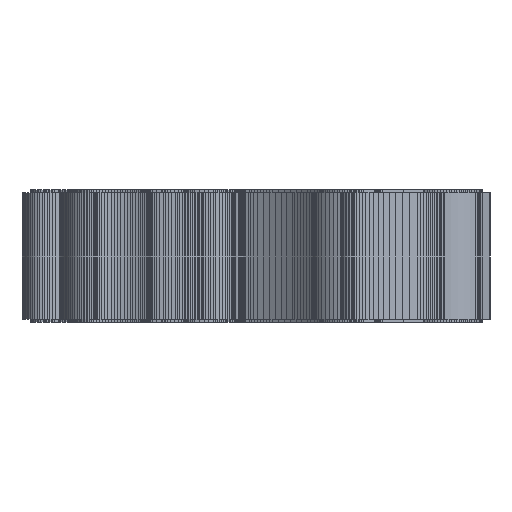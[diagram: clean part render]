
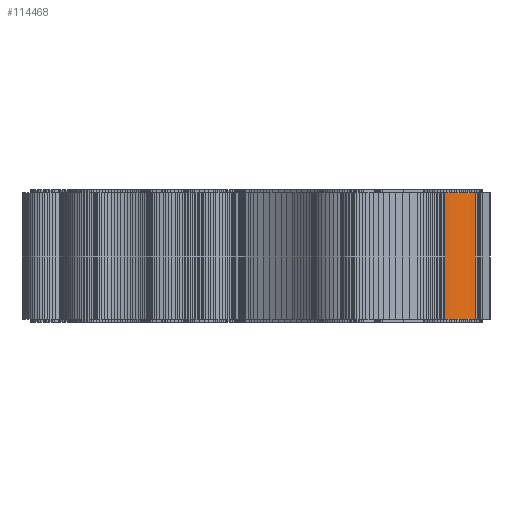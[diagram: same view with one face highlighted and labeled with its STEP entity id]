
A CAD part, left-side view. The second image highlights one B-rep face of the part: STEP entity #114468.
In plain terms, the highlighted cylindrical face has radius 7.268 mm (diameter 14.536 mm), a partial arc.
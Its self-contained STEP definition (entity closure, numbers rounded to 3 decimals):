
#100=CIRCLE('',#119668,7.268);
#115=CIRCLE('',#120171,7.268);
#202=CYLINDRICAL_SURFACE('',#120170,7.268);
#2882=FACE_OUTER_BOUND('',#8525,.T.);
#8525=EDGE_LOOP('',(#86444,#86445,#86446,#86447));
#19895=LINE('',#168204,#36533);
#19897=LINE('',#168208,#36535);
#36533=VECTOR('',#136991,10.);
#36535=VECTOR('',#136995,10.);
#49274=VERTEX_POINT('',#164599);
#49275=VERTEX_POINT('',#164601);
#50591=VERTEX_POINT('',#168203);
#50592=VERTEX_POINT('',#168207);
#62604=EDGE_CURVE('',#49275,#49274,#100,.T.);
#64403=EDGE_CURVE('',#50591,#49275,#19895,.T.);
#64405=EDGE_CURVE('',#50592,#49274,#19897,.T.);
#64406=EDGE_CURVE('',#50592,#50591,#115,.T.);
#86444=ORIENTED_EDGE('',*,*,#62604,.T.);
#86445=ORIENTED_EDGE('',*,*,#64405,.F.);
#86446=ORIENTED_EDGE('',*,*,#64406,.T.);
#86447=ORIENTED_EDGE('',*,*,#64403,.T.);
#114468=ADVANCED_FACE('',(#2882),#202,.T.);
#119668=AXIS2_PLACEMENT_3D('',#164602,#134203,#134204);
#120170=AXIS2_PLACEMENT_3D('',#168206,#136993,#136994);
#120171=AXIS2_PLACEMENT_3D('',#168209,#136996,#136997);
#134203=DIRECTION('center_axis',(0.,0.,1.));
#134204=DIRECTION('ref_axis',(-1.,-0.002,0.));
#136991=DIRECTION('',(0.,0.,-1.));
#136993=DIRECTION('center_axis',(0.,0.,-1.));
#136994=DIRECTION('ref_axis',(-1.,-0.002,0.));
#136995=DIRECTION('',(0.,0.,-1.));
#136996=DIRECTION('center_axis',(0.,0.,-1.));
#136997=DIRECTION('ref_axis',(-1.,-0.002,0.));
#164599=CARTESIAN_POINT('',(48.952,120.426,-36.5));
#164601=CARTESIAN_POINT('',(46.825,125.55,-36.5));
#164602=CARTESIAN_POINT('Origin',(54.093,125.564,-36.5));
#168203=CARTESIAN_POINT('',(46.825,125.55,-15.5));
#168204=CARTESIAN_POINT('',(46.825,125.55,-15.));
#168206=CARTESIAN_POINT('Origin',(54.093,125.564,-15.));
#168207=CARTESIAN_POINT('',(48.952,120.426,-15.5));
#168208=CARTESIAN_POINT('',(48.952,120.426,-15.));
#168209=CARTESIAN_POINT('Origin',(54.093,125.564,-15.5));
